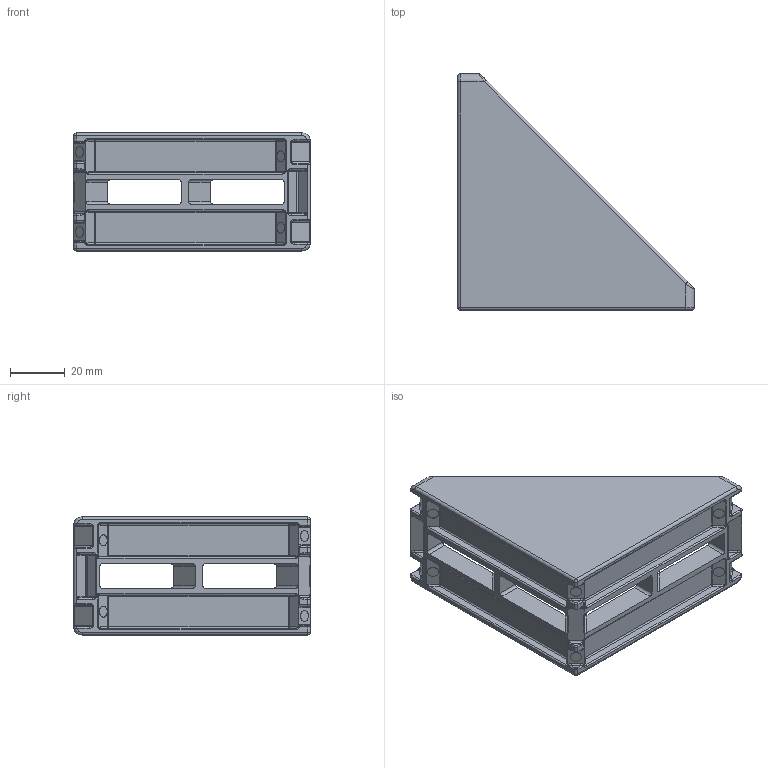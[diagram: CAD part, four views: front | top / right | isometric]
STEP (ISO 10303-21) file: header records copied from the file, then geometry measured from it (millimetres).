
FILE_DESCRIPTION (( 'STEP AP203' ), '1' );
FILE_NAME ('084.305.033.STEP', '2015-05-14T12:52:27', ( '' ), ( '' ), 'SwSTEP 2.0', 'SolidWorks 2012', '' );
FILE_SCHEMA (( 'CONFIG_CONTROL_DESIGN' ));
Length unit declared in the file: millimetre
Products named in the file (1): 084.305.033
Bounding box: 86 x 86 x 43 mm (x, y, z)
Volume: 52873.6 mm3; surface area: 25114.3 mm2
Topology: 1 solids, 1 shells, 415 faces, 994 edges, 555 vertices
Faces by surface type: cylinder 181, bspline 88, plane 88, sphere 33, torus 25
Entity records: 13168 total; most frequent: CARTESIAN_POINT 4387, ORIENTED_EDGE 1924, DIRECTION 1763, EDGE_CURVE 962, AXIS2_PLACEMENT_3D 679, VERTEX_POINT 553, EDGE_LOOP 427, FACE_OUTER_BOUND 415
